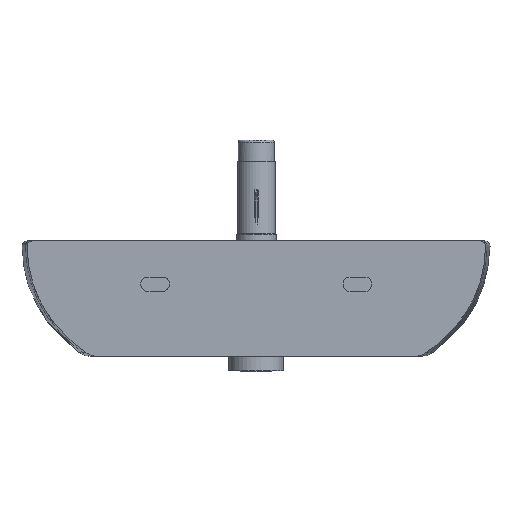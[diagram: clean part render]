
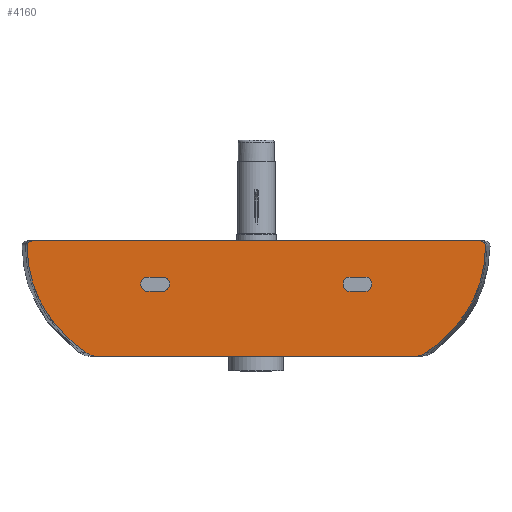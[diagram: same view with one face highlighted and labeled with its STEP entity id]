
A CAD part, left-side view. The second image highlights one B-rep face of the part: STEP entity #4160.
In plain terms, the highlighted face is planar.
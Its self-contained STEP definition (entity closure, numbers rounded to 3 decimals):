
#2672=CARTESIAN_POINT('',(310.9,0.,7.));
#2673=VERTEX_POINT('',#2672);
#2682=CARTESIAN_POINT('',(-310.9,0.,7.));
#2683=VERTEX_POINT('',#2682);
#2684=CARTESIAN_POINT('',(-310.9,0.,7.));
#2685=DIRECTION('',(1.0,0.0,0.0));
#2686=VECTOR('',#2685,621.801);
#2687=LINE('',#2684,#2686);
#2688=EDGE_CURVE('',#2683,#2673,#2687,.T.);
#2968=CARTESIAN_POINT('',(150.244,0.,-43.));
#2969=VERTEX_POINT('',#2968);
#2976=CARTESIAN_POINT('',(150.244,0.,-63.));
#2977=VERTEX_POINT('',#2976);
#2978=CARTESIAN_POINT('',(150.244,0.,-53.));
#2979=DIRECTION('',(0.0,-1.0,0.0));
#2980=DIRECTION('',(0.0,0.0,-1.0));
#2981=AXIS2_PLACEMENT_3D('',#2978,#2979,#2980);
#2982=CIRCLE('',#2981,10.0);
#2983=EDGE_CURVE('',#2977,#2969,#2982,.T.);
#3008=CARTESIAN_POINT('',(130.244,0.,-63.));
#3009=VERTEX_POINT('',#3008);
#3010=CARTESIAN_POINT('',(130.244,0.,-63.));
#3011=DIRECTION('',(1.0,0.0,0.0));
#3012=VECTOR('',#3011,20.);
#3013=LINE('',#3010,#3012);
#3014=EDGE_CURVE('',#3009,#2977,#3013,.T.);
#3040=CARTESIAN_POINT('',(130.244,0.,-43.));
#3041=VERTEX_POINT('',#3040);
#3042=CARTESIAN_POINT('',(130.244,0.,-53.));
#3043=DIRECTION('',(0.0,-1.0,0.0));
#3044=DIRECTION('',(0.0,0.0,1.0));
#3045=AXIS2_PLACEMENT_3D('',#3042,#3043,#3044);
#3046=CIRCLE('',#3045,10.0);
#3047=EDGE_CURVE('',#3041,#3009,#3046,.T.);
#3070=CARTESIAN_POINT('',(150.244,0.,-43.));
#3071=DIRECTION('',(-1.0,0.0,0.0));
#3072=VECTOR('',#3071,20.);
#3073=LINE('',#3070,#3072);
#3074=EDGE_CURVE('',#2969,#3041,#3073,.T.);
#3095=CARTESIAN_POINT('',(-130.244,0.,-63.));
#3096=VERTEX_POINT('',#3095);
#3103=CARTESIAN_POINT('',(-150.244,0.,-63.));
#3104=VERTEX_POINT('',#3103);
#3105=CARTESIAN_POINT('',(-150.244,0.,-63.));
#3106=DIRECTION('',(1.0,0.0,0.0));
#3107=VECTOR('',#3106,20.);
#3108=LINE('',#3105,#3107);
#3109=EDGE_CURVE('',#3104,#3096,#3108,.T.);
#3135=CARTESIAN_POINT('',(-150.244,0.,-43.));
#3136=VERTEX_POINT('',#3135);
#3137=CARTESIAN_POINT('',(-150.244,0.,-53.));
#3138=DIRECTION('',(0.0,-1.0,0.0));
#3139=DIRECTION('',(0.0,0.0,-1.0));
#3140=AXIS2_PLACEMENT_3D('',#3137,#3138,#3139);
#3141=CIRCLE('',#3140,10.0);
#3142=EDGE_CURVE('',#3136,#3104,#3141,.T.);
#3167=CARTESIAN_POINT('',(-130.244,0.,-43.));
#3168=VERTEX_POINT('',#3167);
#3169=CARTESIAN_POINT('',(-130.244,0.,-43.));
#3170=DIRECTION('',(-1.0,0.0,0.0));
#3171=VECTOR('',#3170,20.);
#3172=LINE('',#3169,#3171);
#3173=EDGE_CURVE('',#3168,#3136,#3172,.T.);
#3197=CARTESIAN_POINT('',(-130.244,0.,-53.));
#3198=DIRECTION('',(0.0,-1.0,0.0));
#3199=DIRECTION('',(0.0,0.0,1.0));
#3200=AXIS2_PLACEMENT_3D('',#3197,#3198,#3199);
#3201=CIRCLE('',#3200,10.0);
#3202=EDGE_CURVE('',#3096,#3168,#3201,.T.);
#3664=CARTESIAN_POINT('',(-218.823,0.,-153.0));
#3665=VERTEX_POINT('',#3664);
#3675=CARTESIAN_POINT('',(218.873,0.,-153.0));
#3676=VERTEX_POINT('',#3675);
#3677=CARTESIAN_POINT('',(-218.823,0.,-153.0));
#3678=DIRECTION('',(1.0,0.0,0.0));
#3679=VECTOR('',#3678,437.695);
#3680=LINE('',#3677,#3679);
#3681=EDGE_CURVE('',#3665,#3676,#3680,.T.);
#3832=CARTESIAN_POINT('',(317.905,0.,0.0));
#3833=VERTEX_POINT('',#3832);
#3834=CARTESIAN_POINT('',(310.9,0.,0.0));
#3835=DIRECTION('',(0.0,-1.0,0.0));
#3836=DIRECTION('',(1.0,0.0,0.0));
#3837=AXIS2_PLACEMENT_3D('',#3834,#3835,#3836);
#3838=ELLIPSE('',#3837,7.004,7.);
#3839=EDGE_CURVE('',#3833,#2673,#3838,.T.);
#4069=CARTESIAN_POINT('',(-317.905,0.,0.0));
#4070=VERTEX_POINT('',#4069);
#4071=CARTESIAN_POINT('',(-310.9,0.,0.0));
#4072=DIRECTION('',(0.0,-1.0,0.0));
#4073=DIRECTION('',(-1.0,0.0,0.0));
#4074=AXIS2_PLACEMENT_3D('',#4071,#4072,#4073);
#4075=ELLIPSE('',#4074,7.004,7.);
#4076=EDGE_CURVE('',#2683,#4070,#4075,.T.);
#4089=CARTESIAN_POINT('',(315.503,0.,0.0));
#4090=DIRECTION('',(0.0,1.0,0.0));
#4091=DIRECTION('',(0.0,0.0,1.0));
#4092=AXIS2_PLACEMENT_3D('',#4089,#4090,#4091);
#4093=PLANE('',#4092);
#4094=ORIENTED_EDGE('',*,*,#3839,.F.);
#4095=CARTESIAN_POINT('',(236.303,0.,-147.46));
#4096=VERTEX_POINT('',#4095);
#4097=CARTESIAN_POINT('',(317.905,0.,0.0));
#4098=CARTESIAN_POINT('',(317.497,0.,-25.321));
#4099=CARTESIAN_POINT('',(312.495,0.,-48.654));
#4100=CARTESIAN_POINT('',(289.568,0.,-99.655));
#4101=CARTESIAN_POINT('',(267.369,0.,-125.475));
#4102=CARTESIAN_POINT('',(236.303,0.,-147.46));
#4103=B_SPLINE_CURVE_WITH_KNOTS('',3,(#4097,#4098,#4099,#4100,#4101,#4102),.UNSPECIFIED.,.F.,.U.,(4,2,4),(0.0,0.399,0.953),.UNSPECIFIED.);
#4104=EDGE_CURVE('',#3833,#4096,#4103,.T.);
#4105=ORIENTED_EDGE('',*,*,#4104,.T.);
#4106=CARTESIAN_POINT('',(218.873,0.,-153.));
#4107=CARTESIAN_POINT('',(221.532,0.,-153.));
#4108=CARTESIAN_POINT('',(224.179,0.,-152.649));
#4109=CARTESIAN_POINT('',(226.743,0.,-151.957));
#4110=CARTESIAN_POINT('',(227.17,0.,-151.841));
#4111=CARTESIAN_POINT('',(227.594,0.,-151.717));
#4112=CARTESIAN_POINT('',(228.016,0.,-151.582));
#4113=CARTESIAN_POINT('',(230.973,0.,-150.642));
#4114=CARTESIAN_POINT('',(233.77,0.,-149.253));
#4115=CARTESIAN_POINT('',(236.303,0.,-147.46));
#4116=B_SPLINE_CURVE_WITH_KNOTS('',3,(#4106,#4107,#4108,#4109,#4110,#4111,#4112,#4113,#4114,#4115),.UNSPECIFIED.,.F.,.U.,(4,3,3,4),(0.0,0.798,0.931,1.862),.UNSPECIFIED.);
#4117=EDGE_CURVE('',#3676,#4096,#4116,.T.);
#4118=ORIENTED_EDGE('',*,*,#4117,.F.);
#4119=ORIENTED_EDGE('',*,*,#3681,.F.);
#4120=CARTESIAN_POINT('',(-236.246,0.,-147.466));
#4121=VERTEX_POINT('',#4120);
#4122=CARTESIAN_POINT('',(-236.246,0.,-147.466));
#4123=CARTESIAN_POINT('',(-233.713,0.,-149.257));
#4124=CARTESIAN_POINT('',(-230.918,0.,-150.644));
#4125=CARTESIAN_POINT('',(-227.962,0.,-151.584));
#4126=CARTESIAN_POINT('',(-227.54,0.,-151.718));
#4127=CARTESIAN_POINT('',(-227.115,0.,-151.843));
#4128=CARTESIAN_POINT('',(-226.689,0.,-151.958));
#4129=CARTESIAN_POINT('',(-224.126,0.,-152.65));
#4130=CARTESIAN_POINT('',(-221.481,0.,-153.0));
#4131=CARTESIAN_POINT('',(-218.823,0.,-153.0));
#4132=B_SPLINE_CURVE_WITH_KNOTS('',3,(#4122,#4123,#4124,#4125,#4126,#4127,#4128,#4129,#4130,#4131),.UNSPECIFIED.,.F.,.U.,(4,3,3,4),(0.0,0.931,1.063,1.861),.UNSPECIFIED.);
#4133=EDGE_CURVE('',#4121,#3665,#4132,.T.);
#4134=ORIENTED_EDGE('',*,*,#4133,.F.);
#4135=CARTESIAN_POINT('',(-317.905,0.,0.0));
#4136=CARTESIAN_POINT('',(-317.5,0.,-25.321));
#4137=CARTESIAN_POINT('',(-312.497,0.,-48.654));
#4138=CARTESIAN_POINT('',(-289.556,0.,-99.658));
#4139=CARTESIAN_POINT('',(-267.339,0.,-125.48));
#4140=CARTESIAN_POINT('',(-236.246,0.,-147.466));
#4141=B_SPLINE_CURVE_WITH_KNOTS('',3,(#4135,#4136,#4137,#4138,#4139,#4140),.UNSPECIFIED.,.F.,.U.,(4,2,4),(0.0,0.399,0.953),.UNSPECIFIED.);
#4142=EDGE_CURVE('',#4070,#4121,#4141,.T.);
#4143=ORIENTED_EDGE('',*,*,#4142,.F.);
#4144=ORIENTED_EDGE('',*,*,#4076,.F.);
#4145=ORIENTED_EDGE('',*,*,#2688,.T.);
#4146=EDGE_LOOP('',(#4094,#4105,#4118,#4119,#4134,#4143,#4144,#4145));
#4147=FACE_OUTER_BOUND('',#4146,.T.);
#4148=ORIENTED_EDGE('',*,*,#3047,.T.);
#4149=ORIENTED_EDGE('',*,*,#3014,.T.);
#4150=ORIENTED_EDGE('',*,*,#2983,.T.);
#4151=ORIENTED_EDGE('',*,*,#3074,.T.);
#4152=EDGE_LOOP('',(#4148,#4149,#4150,#4151));
#4153=FACE_BOUND('',#4152,.T.);
#4154=ORIENTED_EDGE('',*,*,#3173,.T.);
#4155=ORIENTED_EDGE('',*,*,#3142,.T.);
#4156=ORIENTED_EDGE('',*,*,#3109,.T.);
#4157=ORIENTED_EDGE('',*,*,#3202,.T.);
#4158=EDGE_LOOP('',(#4154,#4155,#4156,#4157));
#4159=FACE_BOUND('',#4158,.T.);
#4160=ADVANCED_FACE('',(#4147,#4153,#4159),#4093,.T.);
